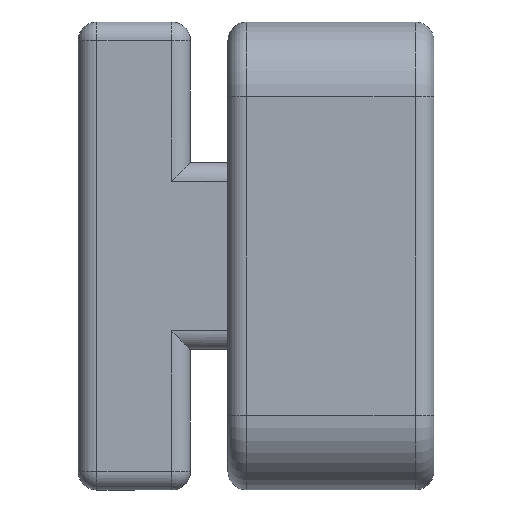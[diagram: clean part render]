
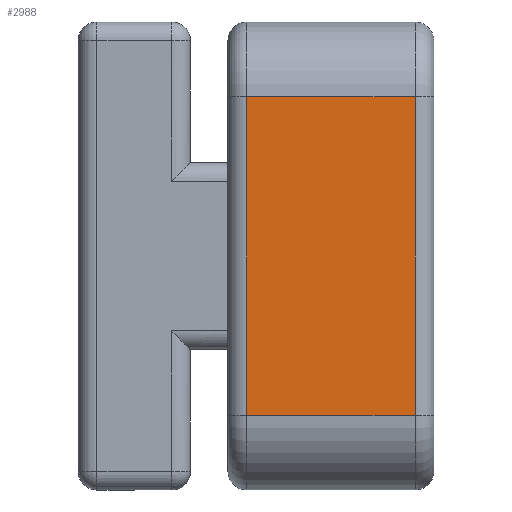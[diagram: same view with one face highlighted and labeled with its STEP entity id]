
A CAD part, left-side view. The second image highlights one B-rep face of the part: STEP entity #2988.
In plain terms, the highlighted planar face has unit normal (-1, 0, 0).
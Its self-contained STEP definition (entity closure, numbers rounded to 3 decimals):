
#167 = VERTEX_POINT ( 'NONE', #2252 ) ;
#200 = VERTEX_POINT ( 'NONE', #2212 ) ;
#330 = ORIENTED_EDGE ( 'NONE', *, *, #3522, .T. ) ;
#381 = ORIENTED_EDGE ( 'NONE', *, *, #3521, .T. ) ;
#395 = ORIENTED_EDGE ( 'NONE', *, *, #3514, .T. ) ;
#401 = ORIENTED_EDGE ( 'NONE', *, *, #3507, .T. ) ;
#1104 = CARTESIAN_POINT ( 'NONE',  ( -17.5, 11., -8.5 ) ) ;
#1105 = DIRECTION ( 'NONE',  ( 0., -1., 0. ) ) ;
#1127 = CARTESIAN_POINT ( 'NONE',  ( -17.5, 1., 12.5 ) ) ;
#1128 = DIRECTION ( 'NONE',  ( 0., 0., 1. ) ) ;
#1145 = CARTESIAN_POINT ( 'NONE',  ( -17.5, 11., 8.5 ) ) ;
#1146 = DIRECTION ( 'NONE',  ( 0., 1., 0. ) ) ;
#1147 = CARTESIAN_POINT ( 'NONE',  ( -17.5, 10., -8.5 ) ) ;
#1148 = DIRECTION ( 'NONE',  ( 0., 0., -1. ) ) ;
#1391 = CARTESIAN_POINT ( 'NONE',  ( -17.5, 1., 8.5 ) ) ;
#1416 = CARTESIAN_POINT ( 'NONE',  ( -17.5, 10., -8.5 ) ) ;
#2212 = CARTESIAN_POINT ( 'NONE',  ( -17.5, 10., 8.5 ) ) ;
#2252 = CARTESIAN_POINT ( 'NONE',  ( -17.5, 1., -8.5 ) ) ;
#2558 = VERTEX_POINT ( 'NONE', #1391 ) ;
#2584 = VERTEX_POINT ( 'NONE', #1416 ) ;
#2642 = DIRECTION ( 'NONE',  ( 0., 0., -1. ) ) ;
#2643 = DIRECTION ( 'NONE',  ( 1., 0., 0. ) ) ;
#2645 = PLANE ( 'NONE',  #3257 ) ;
#2649 = CARTESIAN_POINT ( 'NONE',  ( -17.5, 11., 12.5 ) ) ;
#2869 = FACE_OUTER_BOUND ( 'NONE', #3625, .T. ) ;
#2988 = ADVANCED_FACE ( 'NONE', ( #2869 ), #2645, .F. ) ;
#3257 = AXIS2_PLACEMENT_3D ( 'NONE', #2649, #2643, #2642 ) ;
#3507 = EDGE_CURVE ( 'NONE', #2584, #167, #3770, .T. ) ;
#3514 = EDGE_CURVE ( 'NONE', #167, #2558, #3781, .T. ) ;
#3521 = EDGE_CURVE ( 'NONE', #2558, #200, #3792, .T. ) ;
#3522 = EDGE_CURVE ( 'NONE', #200, #2584, #3794, .T. ) ;
#3625 = EDGE_LOOP ( 'NONE', ( #401, #395, #381, #330 ) ) ;
#3770 = LINE ( 'NONE', #1104, #3772 ) ;
#3772 = VECTOR ( 'NONE', #1105, 1000. ) ;
#3781 = LINE ( 'NONE', #1127, #3784 ) ;
#3784 = VECTOR ( 'NONE', #1128, 1000. ) ;
#3792 = LINE ( 'NONE', #1145, #3795 ) ;
#3794 = LINE ( 'NONE', #1147, #3797 ) ;
#3795 = VECTOR ( 'NONE', #1146, 1000. ) ;
#3797 = VECTOR ( 'NONE', #1148, 1000. ) ;
